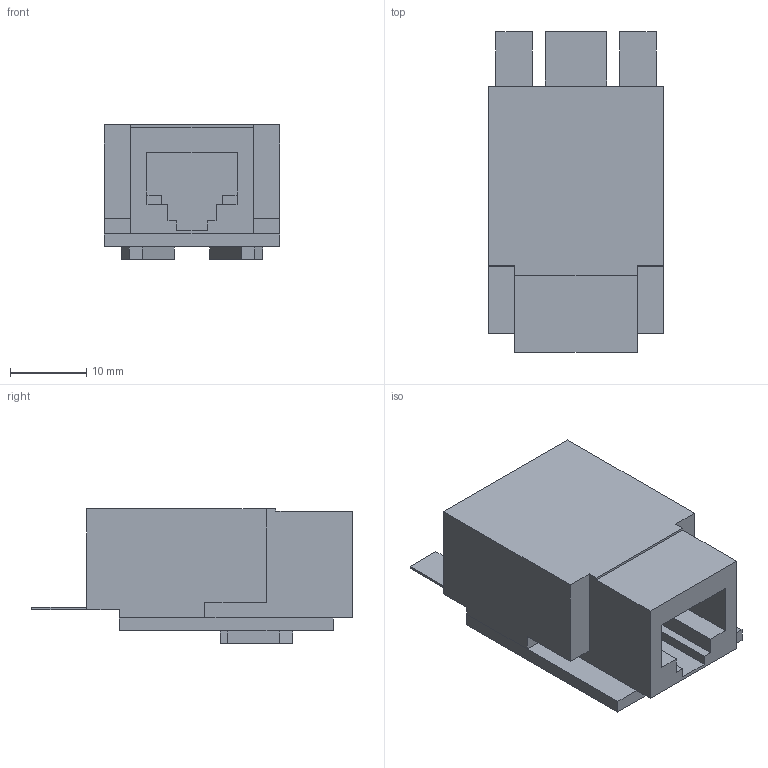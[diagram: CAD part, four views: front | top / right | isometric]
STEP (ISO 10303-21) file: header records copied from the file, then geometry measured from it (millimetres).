
FILE_DESCRIPTION(('Creo Elements/Direct Modeling STEP Export'),'2;1');
FILE_NAME('model.stp','2019-01-14T14:40:08',(''),(''),'Creo Elements/Direct Modeling STEP processor for AP214 (Solid Model)','Creo Elements/Direct Modeling 18.1I 14-Aug-2016 (C) Parametric Technology GmbH','');
FILE_SCHEMA(('AUTOMOTIVE_DESIGN { 1 0 10303 214 1 1 1 1 }'));
Length unit declared in the file: millimetre
Products named in the file (2): VS-08-BU-RJ45-5-F_PK.1; VS-08-BU-RJ45-5-F_PK
Assembly tree (1 placements, depth 2):
  VS-08-BU-RJ45-5-F_PK
    VS-08-BU-RJ45-5-F_PK.1
Bounding box: 23 x 42 x 17.6 mm (x, y, z)
Volume: 8875.9 mm3; surface area: 4799.4 mm2
Topology: 1 solids, 1 shells, 88 faces, 238 edges, 156 vertices
Faces by surface type: plane 85, cylinder 3
Entity records: 3350 total; most frequent: ORIENTED_EDGE 476, CARTESIAN_POINT 461, DIRECTION 390, EDGE_CURVE 238, VECTOR 220, LINE 220, VERTEX_POINT 156, EDGE_LOOP 92
